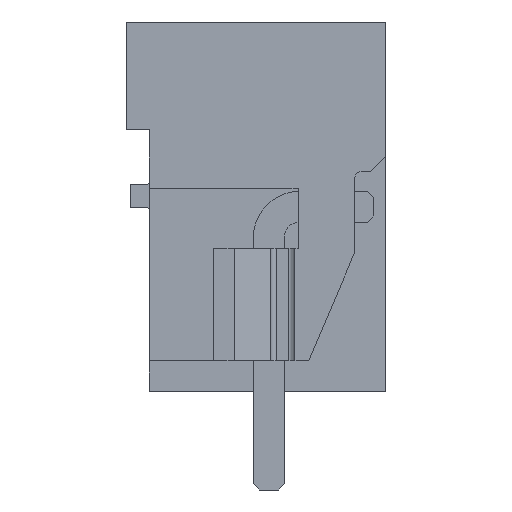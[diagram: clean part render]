
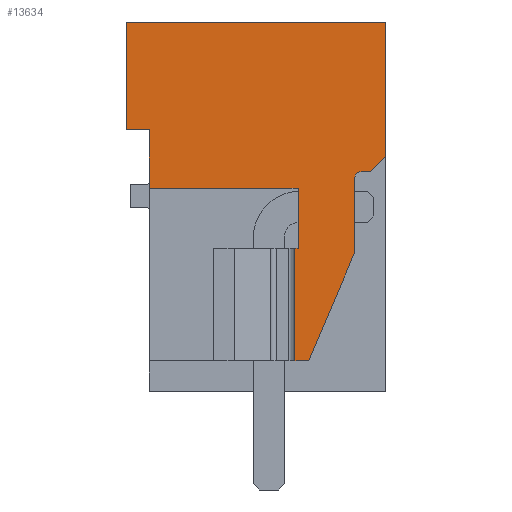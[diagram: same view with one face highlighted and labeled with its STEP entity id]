
A CAD part, left-side view. The second image highlights one B-rep face of the part: STEP entity #13634.
In plain terms, the highlighted planar face has unit normal (-1, 0, 0).
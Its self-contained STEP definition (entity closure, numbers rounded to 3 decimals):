
#13547=AXIS2_PLACEMENT_3D('Plane Axis2P3D',#13544,#13545,#13546) ;
#13600=AXIS2_PLACEMENT_3D('Circle Axis2P3D',#13598,#13599,$) ;
#63=CARTESIAN_POINT('Vertex',(0.,0.,15.2)) ;
#66=CARTESIAN_POINT('Line Origine',(0.,0.,13.023)) ;
#70=CARTESIAN_POINT('Vertex',(0.,0.,10.846)) ;
#147=CARTESIAN_POINT('Vertex',(0.,8.43,15.2)) ;
#150=CARTESIAN_POINT('Line Origine',(0.,4.215,15.2)) ;
#2303=CARTESIAN_POINT('Vertex',(0.,8.43,11.7)) ;
#2306=CARTESIAN_POINT('Line Origine',(0.,8.43,13.45)) ;
#3194=CARTESIAN_POINT('Vertex',(0.,7.68,9.8)) ;
#3197=CARTESIAN_POINT('Line Origine',(0.,7.68,10.75)) ;
#3201=CARTESIAN_POINT('Vertex',(0.,7.68,11.7)) ;
#13492=CARTESIAN_POINT('Line Origine',(0.,8.055,11.7)) ;
#13544=CARTESIAN_POINT('Axis2P3D Location',(0.,0.,0.)) ;
#13549=CARTESIAN_POINT('Line Origine',(0.,5.265,9.8)) ;
#13553=CARTESIAN_POINT('Vertex',(0.,2.85,9.8)) ;
#13556=CARTESIAN_POINT('Line Origine',(0.,2.85,8.825)) ;
#13560=CARTESIAN_POINT('Vertex',(0.,2.85,7.85)) ;
#13563=CARTESIAN_POINT('Line Origine',(0.,2.9,7.85)) ;
#13567=CARTESIAN_POINT('Vertex',(0.,2.95,7.85)) ;
#13570=CARTESIAN_POINT('Line Origine',(0.,2.95,6.025)) ;
#13574=CARTESIAN_POINT('Vertex',(0.,2.95,4.2)) ;
#13577=CARTESIAN_POINT('Line Origine',(0.,2.725,4.2)) ;
#13581=CARTESIAN_POINT('Vertex',(0.,2.5,4.2)) ;
#13584=CARTESIAN_POINT('Line Origine',(0.,1.75,5.968)) ;
#13588=CARTESIAN_POINT('Vertex',(0.,1.,7.736)) ;
#13591=CARTESIAN_POINT('Line Origine',(0.,1.,8.941)) ;
#13595=CARTESIAN_POINT('Vertex',(0.,1.,10.146)) ;
#13598=CARTESIAN_POINT('Axis2P3D Location',(0.,0.8,10.146)) ;
#13602=CARTESIAN_POINT('Vertex',(0.,0.8,10.346)) ;
#13605=CARTESIAN_POINT('Line Origine',(0.,0.65,10.346)) ;
#13609=CARTESIAN_POINT('Vertex',(0.,0.5,10.346)) ;
#13612=CARTESIAN_POINT('Line Origine',(0.,0.25,10.596)) ;
#67=DIRECTION('Vector Direction',(0.,0.,-1.)) ;
#151=DIRECTION('Vector Direction',(0.,-1.,0.)) ;
#2307=DIRECTION('Vector Direction',(0.,0.,-1.)) ;
#3198=DIRECTION('Vector Direction',(0.,0.,-1.)) ;
#13493=DIRECTION('Vector Direction',(0.,-1.,0.)) ;
#13545=DIRECTION('Axis2P3D Direction',(-1.,0.,0.)) ;
#13546=DIRECTION('Axis2P3D XDirection',(0.,0.,1.)) ;
#13550=DIRECTION('Vector Direction',(0.,1.,0.)) ;
#13557=DIRECTION('Vector Direction',(0.,0.,-1.)) ;
#13564=DIRECTION('Vector Direction',(0.,-1.,0.)) ;
#13571=DIRECTION('Vector Direction',(0.,0.,1.)) ;
#13578=DIRECTION('Vector Direction',(0.,-1.,0.)) ;
#13585=DIRECTION('Vector Direction',(0.,-0.391,0.921)) ;
#13592=DIRECTION('Vector Direction',(0.,0.,1.)) ;
#13599=DIRECTION('Axis2P3D Direction',(-1.,0.,0.)) ;
#13606=DIRECTION('Vector Direction',(0.,-1.,0.)) ;
#13613=DIRECTION('Vector Direction',(0.,-0.707,0.707)) ;
#68=VECTOR('Line Direction',#67,1.) ;
#152=VECTOR('Line Direction',#151,1.) ;
#2308=VECTOR('Line Direction',#2307,1.) ;
#3199=VECTOR('Line Direction',#3198,1.) ;
#13494=VECTOR('Line Direction',#13493,1.) ;
#13551=VECTOR('Line Direction',#13550,1.) ;
#13558=VECTOR('Line Direction',#13557,1.) ;
#13565=VECTOR('Line Direction',#13564,1.) ;
#13572=VECTOR('Line Direction',#13571,1.) ;
#13579=VECTOR('Line Direction',#13578,1.) ;
#13586=VECTOR('Line Direction',#13585,1.) ;
#13593=VECTOR('Line Direction',#13592,1.) ;
#13607=VECTOR('Line Direction',#13606,1.) ;
#13614=VECTOR('Line Direction',#13613,1.) ;
#13618=ORIENTED_EDGE('',*,*,#72,.T.) ;
#13619=ORIENTED_EDGE('',*,*,#154,.T.) ;
#13620=ORIENTED_EDGE('',*,*,#2310,.T.) ;
#13621=ORIENTED_EDGE('',*,*,#13496,.T.) ;
#13622=ORIENTED_EDGE('',*,*,#3203,.T.) ;
#13623=ORIENTED_EDGE('',*,*,#13555,.F.) ;
#13624=ORIENTED_EDGE('',*,*,#13562,.F.) ;
#13625=ORIENTED_EDGE('',*,*,#13569,.F.) ;
#13626=ORIENTED_EDGE('',*,*,#13576,.F.) ;
#13627=ORIENTED_EDGE('',*,*,#13583,.F.) ;
#13628=ORIENTED_EDGE('',*,*,#13590,.F.) ;
#13629=ORIENTED_EDGE('',*,*,#13597,.F.) ;
#13630=ORIENTED_EDGE('',*,*,#13604,.F.) ;
#13631=ORIENTED_EDGE('',*,*,#13611,.F.) ;
#13632=ORIENTED_EDGE('',*,*,#13616,.F.) ;
#13634=ADVANCED_FACE('HOUSING',(#13633),#13548,.T.) ;
#13601=CIRCLE('generated circle',#13600,0.2) ;
#72=EDGE_CURVE('',#71,#64,#69,.F.) ;
#154=EDGE_CURVE('',#64,#148,#153,.F.) ;
#2310=EDGE_CURVE('',#148,#2304,#2309,.T.) ;
#3203=EDGE_CURVE('',#3202,#3195,#3200,.T.) ;
#13496=EDGE_CURVE('',#2304,#3202,#13495,.T.) ;
#13555=EDGE_CURVE('',#13554,#3195,#13552,.T.) ;
#13562=EDGE_CURVE('',#13561,#13554,#13559,.F.) ;
#13569=EDGE_CURVE('',#13568,#13561,#13566,.T.) ;
#13576=EDGE_CURVE('',#13575,#13568,#13573,.T.) ;
#13583=EDGE_CURVE('',#13582,#13575,#13580,.F.) ;
#13590=EDGE_CURVE('',#13589,#13582,#13587,.F.) ;
#13597=EDGE_CURVE('',#13596,#13589,#13594,.F.) ;
#13604=EDGE_CURVE('',#13603,#13596,#13601,.T.) ;
#13611=EDGE_CURVE('',#13610,#13603,#13608,.F.) ;
#13616=EDGE_CURVE('',#71,#13610,#13615,.F.) ;
#13617=EDGE_LOOP('',(#13618,#13619,#13620,#13621,#13622,#13623,#13624,#13625,#13626,#13627,#13628,#13629,#13630,#13631,#13632)) ;
#13633=FACE_OUTER_BOUND('',#13617,.T.) ;
#69=LINE('Line',#66,#68) ;
#153=LINE('Line',#150,#152) ;
#2309=LINE('Line',#2306,#2308) ;
#3200=LINE('Line',#3197,#3199) ;
#13495=LINE('Line',#13492,#13494) ;
#13552=LINE('Line',#13549,#13551) ;
#13559=LINE('Line',#13556,#13558) ;
#13566=LINE('Line',#13563,#13565) ;
#13573=LINE('Line',#13570,#13572) ;
#13580=LINE('Line',#13577,#13579) ;
#13587=LINE('Line',#13584,#13586) ;
#13594=LINE('Line',#13591,#13593) ;
#13608=LINE('Line',#13605,#13607) ;
#13615=LINE('Line',#13612,#13614) ;
#13548=PLANE('',#13547) ;
#64=VERTEX_POINT('',#63) ;
#71=VERTEX_POINT('',#70) ;
#148=VERTEX_POINT('',#147) ;
#2304=VERTEX_POINT('',#2303) ;
#3195=VERTEX_POINT('',#3194) ;
#3202=VERTEX_POINT('',#3201) ;
#13554=VERTEX_POINT('',#13553) ;
#13561=VERTEX_POINT('',#13560) ;
#13568=VERTEX_POINT('',#13567) ;
#13575=VERTEX_POINT('',#13574) ;
#13582=VERTEX_POINT('',#13581) ;
#13589=VERTEX_POINT('',#13588) ;
#13596=VERTEX_POINT('',#13595) ;
#13603=VERTEX_POINT('',#13602) ;
#13610=VERTEX_POINT('',#13609) ;
